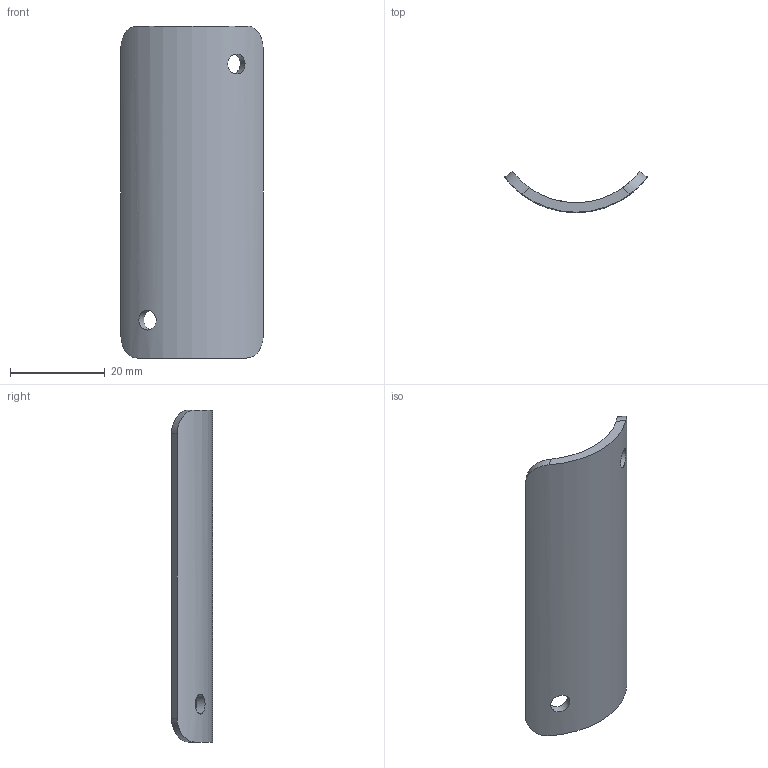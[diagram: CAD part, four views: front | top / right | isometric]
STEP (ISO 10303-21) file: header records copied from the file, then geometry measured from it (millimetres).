
FILE_DESCRIPTION (( 'STEP AP203' ), '1' );
FILE_NAME ('60186-240.STEP', '2020-02-11T15:51:47', ( '' ), ( '' ), 'SwSTEP 2.0', 'SolidWorks 2015', '' );
FILE_SCHEMA (( 'CONFIG_CONTROL_DESIGN' ));
Length unit declared in the file: millimetre
Products named in the file (2): 60186-240
Bounding box: 30 x 8.65 x 70 mm (x, y, z)
Volume: 4500.3 mm3; surface area: 4957.7 mm2
Topology: 1 solids, 1 shells, 235 faces, 618 edges, 412 vertices
Faces by surface type: bspline 107, plane 93, cylinder 35
Full cylindrical faces by diameter (mm): 4.2 x2
Entity records: 12179 total; most frequent: CARTESIAN_POINT 6960, ORIENTED_EDGE 1232, DIRECTION 710, EDGE_CURVE 616, VERTEX_POINT 412, VECTOR 282, LINE 282, EDGE_LOOP 268
